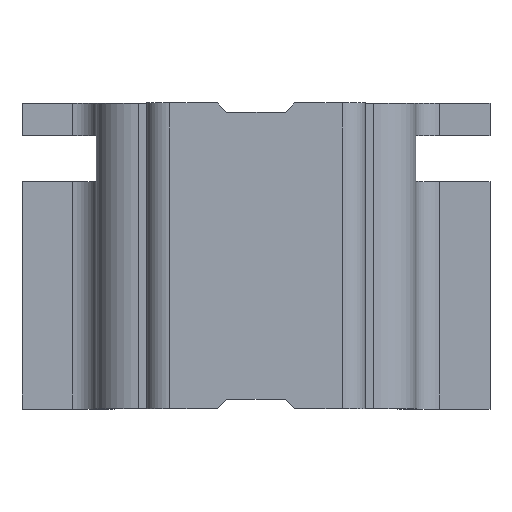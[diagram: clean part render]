
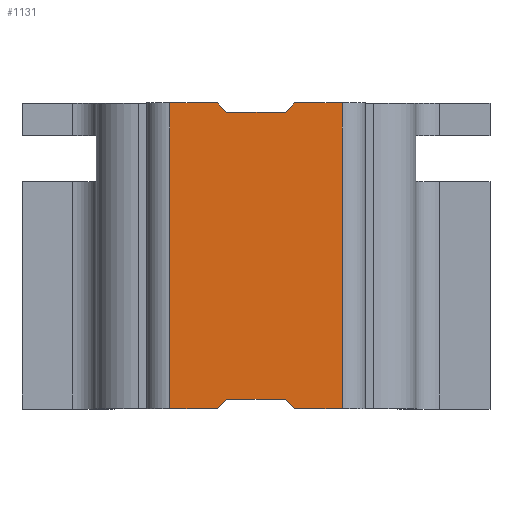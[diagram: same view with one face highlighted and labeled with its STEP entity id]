
A CAD part, top view. The second image highlights one B-rep face of the part: STEP entity #1131.
In plain terms, the highlighted planar face has unit normal (0, 0, 1).
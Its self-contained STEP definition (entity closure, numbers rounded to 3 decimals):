
#75=FACE_OUTER_BOUND('',#135,.T.);
#135=EDGE_LOOP('',(#960,#961,#962,#963,#964,#965,#966,#967,#968,#969,#970,
#971));
#274=LINE('',#1803,#408);
#276=LINE('',#1809,#410);
#277=LINE('',#1811,#411);
#278=LINE('',#1813,#412);
#279=LINE('',#1815,#413);
#280=LINE('',#1817,#414);
#281=LINE('',#1819,#415);
#282=LINE('',#1821,#416);
#283=LINE('',#1823,#417);
#284=LINE('',#1825,#418);
#285=LINE('',#1827,#419);
#286=LINE('',#1828,#420);
#408=VECTOR('',#1479,6.6);
#410=VECTOR('',#1485,1.02);
#411=VECTOR('',#1486,0.287);
#412=VECTOR('',#1487,1.27);
#413=VECTOR('',#1488,0.287);
#414=VECTOR('',#1489,1.02);
#415=VECTOR('',#1490,6.6);
#416=VECTOR('',#1491,1.02);
#417=VECTOR('',#1492,0.287);
#418=VECTOR('',#1493,1.27);
#419=VECTOR('',#1494,0.287);
#420=VECTOR('',#1495,1.02);
#527=VERTEX_POINT('',#1800);
#528=VERTEX_POINT('',#1802);
#530=VERTEX_POINT('',#1808);
#531=VERTEX_POINT('',#1810);
#532=VERTEX_POINT('',#1812);
#533=VERTEX_POINT('',#1814);
#534=VERTEX_POINT('',#1816);
#535=VERTEX_POINT('',#1818);
#536=VERTEX_POINT('',#1820);
#537=VERTEX_POINT('',#1822);
#538=VERTEX_POINT('',#1824);
#539=VERTEX_POINT('',#1826);
#675=EDGE_CURVE('',#527,#528,#274,.T.);
#678=EDGE_CURVE('',#527,#530,#276,.T.);
#679=EDGE_CURVE('',#530,#531,#277,.T.);
#680=EDGE_CURVE('',#531,#532,#278,.T.);
#681=EDGE_CURVE('',#532,#533,#279,.T.);
#682=EDGE_CURVE('',#533,#534,#280,.T.);
#683=EDGE_CURVE('',#535,#534,#281,.T.);
#684=EDGE_CURVE('',#536,#535,#282,.T.);
#685=EDGE_CURVE('',#536,#537,#283,.T.);
#686=EDGE_CURVE('',#537,#538,#284,.T.);
#687=EDGE_CURVE('',#538,#539,#285,.T.);
#688=EDGE_CURVE('',#528,#539,#286,.T.);
#960=ORIENTED_EDGE('',*,*,#675,.F.);
#961=ORIENTED_EDGE('',*,*,#678,.T.);
#962=ORIENTED_EDGE('',*,*,#679,.T.);
#963=ORIENTED_EDGE('',*,*,#680,.T.);
#964=ORIENTED_EDGE('',*,*,#681,.T.);
#965=ORIENTED_EDGE('',*,*,#682,.T.);
#966=ORIENTED_EDGE('',*,*,#683,.F.);
#967=ORIENTED_EDGE('',*,*,#684,.F.);
#968=ORIENTED_EDGE('',*,*,#685,.T.);
#969=ORIENTED_EDGE('',*,*,#686,.T.);
#970=ORIENTED_EDGE('',*,*,#687,.T.);
#971=ORIENTED_EDGE('',*,*,#688,.F.);
#1072=PLANE('',#1224);
#1131=ADVANCED_FACE('',(#75),#1072,.T.);
#1224=AXIS2_PLACEMENT_3D('',#1807,#1483,#1484);
#1479=DIRECTION('',(0.,-1.,0.));
#1483=DIRECTION('center_axis',(0.,0.,1.));
#1484=DIRECTION('ref_axis',(1.,0.,0.));
#1485=DIRECTION('',(-1.,0.,0.));
#1486=DIRECTION('',(-0.707,-0.707,0.));
#1487=DIRECTION('',(-1.,0.,0.));
#1488=DIRECTION('',(-0.707,0.707,0.));
#1489=DIRECTION('',(-1.,0.,0.));
#1490=DIRECTION('',(0.,1.,0.));
#1491=DIRECTION('',(-1.,0.,0.));
#1492=DIRECTION('',(0.707,0.707,0.));
#1493=DIRECTION('',(1.,0.,0.));
#1494=DIRECTION('',(0.707,-0.707,0.));
#1495=DIRECTION('',(-1.,0.,0.));
#1800=CARTESIAN_POINT('',(1.858,6.6,2.415));
#1802=CARTESIAN_POINT('',(1.858,0.,2.415));
#1803=CARTESIAN_POINT('',(1.858,0.,2.415));
#1807=CARTESIAN_POINT('Origin',(-2.358,0.,2.415));
#1808=CARTESIAN_POINT('',(0.838,6.6,2.415));
#1809=CARTESIAN_POINT('',(-1.179,6.6,2.415));
#1810=CARTESIAN_POINT('',(0.635,6.397,2.415));
#1811=CARTESIAN_POINT('',(-1.611,4.151,2.415));
#1812=CARTESIAN_POINT('',(-0.635,6.397,2.415));
#1813=CARTESIAN_POINT('',(-0.862,6.397,2.415));
#1814=CARTESIAN_POINT('',(-0.838,6.6,2.415));
#1815=CARTESIAN_POINT('',(0.534,5.229,2.415));
#1816=CARTESIAN_POINT('',(-1.858,6.6,2.415));
#1817=CARTESIAN_POINT('',(-1.179,6.6,2.415));
#1818=CARTESIAN_POINT('',(-1.858,0.,2.415));
#1819=CARTESIAN_POINT('',(-1.858,0.,2.415));
#1820=CARTESIAN_POINT('',(-0.838,0.,2.415));
#1821=CARTESIAN_POINT('',(2.358,0.,2.415));
#1822=CARTESIAN_POINT('',(-0.635,0.203,2.415));
#1823=CARTESIAN_POINT('',(-1.218,-0.38,2.415));
#1824=CARTESIAN_POINT('',(0.635,0.203,2.415));
#1825=CARTESIAN_POINT('',(-1.497,0.203,2.415));
#1826=CARTESIAN_POINT('',(0.838,0.,2.415));
#1827=CARTESIAN_POINT('',(-0.062,0.901,2.415));
#1828=CARTESIAN_POINT('',(2.358,0.,2.415));
